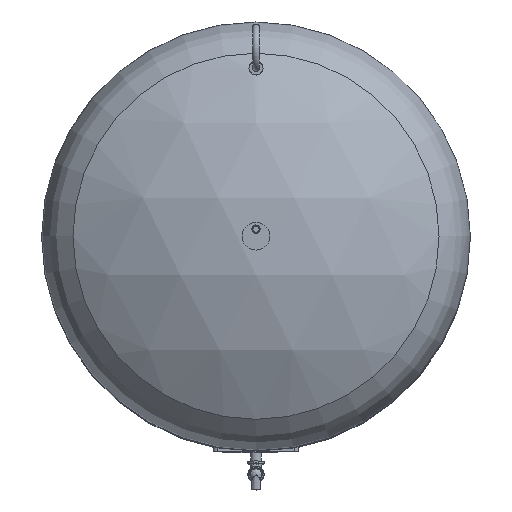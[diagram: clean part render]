
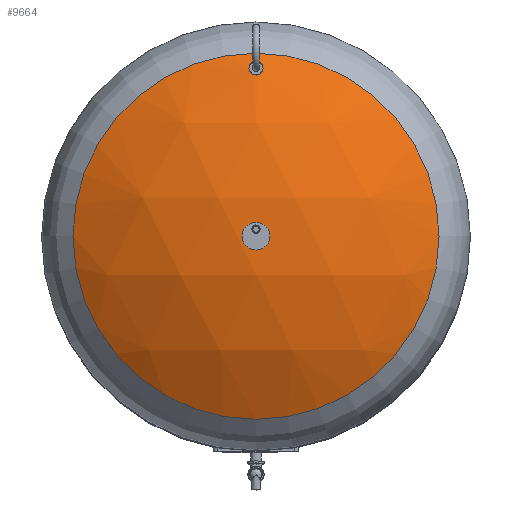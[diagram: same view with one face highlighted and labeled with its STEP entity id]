
A CAD part, top view. The second image highlights one B-rep face of the part: STEP entity #9664.
In plain terms, the highlighted spherical face has radius 594 mm.
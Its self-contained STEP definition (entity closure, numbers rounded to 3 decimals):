
#30=B_SPLINE_CURVE_WITH_KNOTS($,3,(#15915,#15916,#15917,#15918,#15919,#15920,
#15921,#15922,#15923,#15924,#15925,#15926,#15927,#15928,#15929,#15930,#15931,
#15932,#15933,#15934,#15935,#15936,#15937,#15938,#15939,#15940,#15941,#15942,
#15943,#15944,#15945,#15946,#15947,#15948,#15949,#15950,#15951,#15952,#15953,
#15954,#15955,#15956,#15957,#15958,#15959,#15960,#15961,#15962,#15963,#15964,
#15965,#15966,#15967,#15968,#15969,#15970,#15971,#15972,#15973,#15974,#15975,
#15976,#15977,#15978,#15979,#15980),.UNSPECIFIED.,.T.,.F.,(4,2,2,2,2,2,
2,2,2,2,2,2,2,2,2,2,2,2,2,2,2,2,2,2,2,2,2,2,2,2,2,2,4),(0.,1.994,
3.987,5.981,7.974,10.293,12.612,
14.931,17.25,19.564,21.878,24.192,
26.506,28.499,30.492,32.484,34.477,
36.47,38.463,40.456,42.449,44.763,
47.077,49.391,51.705,54.024,56.343,
58.662,60.981,62.974,64.968,66.961,
68.955),.UNSPECIFIED.);
#45=SPHERICAL_SURFACE($,#10650,594.);
#408=FACE_BOUND($,#2006,.T.);
#752=CIRCLE($,#10651,315.931);
#1289=FACE_OUTER_BOUND($,#2005,.T.);
#2005=EDGE_LOOP($,(#7879));
#2006=EDGE_LOOP($,(#7880));
#4632=VERTEX_POINT($,#15914);
#4633=VERTEX_POINT($,#15983);
#5786=EDGE_CURVE($,#4632,#4632,#30,.T.);
#5787=EDGE_CURVE($,#4633,#4633,#752,.T.);
#7879=ORIENTED_EDGE($,*,*,#5787,.F.);
#7880=ORIENTED_EDGE($,*,*,#5786,.T.);
#9664=ADVANCED_FACE($,(#1289,#408),#45,.T.);
#10650=AXIS2_PLACEMENT_3D($,#15982,#12856,#12857);
#10651=AXIS2_PLACEMENT_3D($,#15984,#12858,#12859);
#12856=DIRECTION('center_axis',(0.,-1.,0.));
#12857=DIRECTION('ref_axis',(-1.,0.,0.));
#12858=DIRECTION('center_axis',(0.,0.,
-1.));
#12859=DIRECTION('ref_axis',(1.,0.,0.));
#15914=CARTESIAN_POINT('',(0.,300.65,1600.294));
#15915=CARTESIAN_POINT('Ctrl Pts',(0.,300.65,1600.294));
#15916=CARTESIAN_POINT('Ctrl Pts',(0.665,300.65,1600.294));
#15917=CARTESIAN_POINT('Ctrl Pts',(1.348,300.587,1600.33));
#15918=CARTESIAN_POINT('Ctrl Pts',(2.7,300.325,1600.478));
#15919=CARTESIAN_POINT('Ctrl Pts',(3.368,300.127,1600.591));
#15920=CARTESIAN_POINT('Ctrl Pts',(4.642,299.61,1600.883));
#15921=CARTESIAN_POINT('Ctrl Pts',(5.249,299.29,1601.063));
#15922=CARTESIAN_POINT('Ctrl Pts',(6.366,298.564,1601.474));
#15923=CARTESIAN_POINT('Ctrl Pts',(6.875,298.157,1601.704));
#15924=CARTESIAN_POINT('Ctrl Pts',(7.848,297.235,1602.224));
#15925=CARTESIAN_POINT('Ctrl Pts',(8.329,296.677,1602.538));
#15926=CARTESIAN_POINT('Ctrl Pts',(9.168,295.47,1603.219));
#15927=CARTESIAN_POINT('Ctrl Pts',(9.525,294.82,1603.584));
#15928=CARTESIAN_POINT('Ctrl Pts',(10.095,293.472,1604.342));
#15929=CARTESIAN_POINT('Ctrl Pts',(10.307,292.773,1604.734));
#15930=CARTESIAN_POINT('Ctrl Pts',(10.585,291.375,1605.519));
#15931=CARTESIAN_POINT('Ctrl Pts',(10.65,290.675,1605.911));
#15932=CARTESIAN_POINT('Ctrl Pts',(10.65,289.327,1606.665));
#15933=CARTESIAN_POINT('Ctrl Pts',(10.585,288.628,1607.055));
#15934=CARTESIAN_POINT('Ctrl Pts',(10.308,287.231,1607.836));
#15935=CARTESIAN_POINT('Ctrl Pts',(10.096,286.532,1608.225));
#15936=CARTESIAN_POINT('Ctrl Pts',(9.527,285.185,1608.976));
#15937=CARTESIAN_POINT('Ctrl Pts',(9.17,284.535,1609.337));
#15938=CARTESIAN_POINT('Ctrl Pts',(8.333,283.327,1610.009));
#15939=CARTESIAN_POINT('Ctrl Pts',(7.852,282.769,1610.319));
#15940=CARTESIAN_POINT('Ctrl Pts',(6.879,281.846,1610.831));
#15941=CARTESIAN_POINT('Ctrl Pts',(6.369,281.438,1611.057));
#15942=CARTESIAN_POINT('Ctrl Pts',(5.251,280.71,1611.46));
#15943=CARTESIAN_POINT('Ctrl Pts',(4.643,280.391,1611.637));
#15944=CARTESIAN_POINT('Ctrl Pts',(3.369,279.873,1611.924));
#15945=CARTESIAN_POINT('Ctrl Pts',(2.7,279.675,1612.034));
#15946=CARTESIAN_POINT('Ctrl Pts',(1.348,279.413,1612.178));
#15947=CARTESIAN_POINT('Ctrl Pts',(0.664,279.35,1612.213));
#15948=CARTESIAN_POINT('Ctrl Pts',(-0.664,279.35,1612.213));
#15949=CARTESIAN_POINT('Ctrl Pts',(-1.348,279.413,1612.178));
#15950=CARTESIAN_POINT('Ctrl Pts',(-2.7,279.675,1612.034));
#15951=CARTESIAN_POINT('Ctrl Pts',(-3.369,279.873,1611.924));
#15952=CARTESIAN_POINT('Ctrl Pts',(-4.643,280.391,1611.637));
#15953=CARTESIAN_POINT('Ctrl Pts',(-5.251,280.71,1611.46));
#15954=CARTESIAN_POINT('Ctrl Pts',(-6.369,281.438,1611.057));
#15955=CARTESIAN_POINT('Ctrl Pts',(-6.879,281.846,1610.831));
#15956=CARTESIAN_POINT('Ctrl Pts',(-7.852,282.769,1610.319));
#15957=CARTESIAN_POINT('Ctrl Pts',(-8.333,283.327,1610.009));
#15958=CARTESIAN_POINT('Ctrl Pts',(-9.17,284.535,1609.337));
#15959=CARTESIAN_POINT('Ctrl Pts',(-9.527,285.185,1608.976));
#15960=CARTESIAN_POINT('Ctrl Pts',(-10.096,286.532,1608.225));
#15961=CARTESIAN_POINT('Ctrl Pts',(-10.308,287.231,1607.836));
#15962=CARTESIAN_POINT('Ctrl Pts',(-10.585,288.628,1607.055));
#15963=CARTESIAN_POINT('Ctrl Pts',(-10.65,289.327,1606.665));
#15964=CARTESIAN_POINT('Ctrl Pts',(-10.65,290.675,1605.911));
#15965=CARTESIAN_POINT('Ctrl Pts',(-10.585,291.375,1605.519));
#15966=CARTESIAN_POINT('Ctrl Pts',(-10.307,292.773,1604.734));
#15967=CARTESIAN_POINT('Ctrl Pts',(-10.095,293.472,1604.342));
#15968=CARTESIAN_POINT('Ctrl Pts',(-9.525,294.82,1603.584));
#15969=CARTESIAN_POINT('Ctrl Pts',(-9.168,295.47,1603.219));
#15970=CARTESIAN_POINT('Ctrl Pts',(-8.329,296.677,1602.538));
#15971=CARTESIAN_POINT('Ctrl Pts',(-7.848,297.235,1602.224));
#15972=CARTESIAN_POINT('Ctrl Pts',(-6.875,298.157,1601.704));
#15973=CARTESIAN_POINT('Ctrl Pts',(-6.366,298.564,1601.474));
#15974=CARTESIAN_POINT('Ctrl Pts',(-5.249,299.29,1601.063));
#15975=CARTESIAN_POINT('Ctrl Pts',(-4.642,299.61,1600.883));
#15976=CARTESIAN_POINT('Ctrl Pts',(-3.368,300.127,1600.591));
#15977=CARTESIAN_POINT('Ctrl Pts',(-2.7,300.325,1600.478));
#15978=CARTESIAN_POINT('Ctrl Pts',(-1.348,300.587,1600.33));
#15979=CARTESIAN_POINT('Ctrl Pts',(-0.665,300.65,1600.294));
#15980=CARTESIAN_POINT('Ctrl Pts',(0.,300.65,1600.294));
#15982=CARTESIAN_POINT('Origin',(0.,0.,
1088.));
#15983=CARTESIAN_POINT('',(315.931,0.,1591.014));
#15984=CARTESIAN_POINT('Origin',(0.,0.,
1591.014));
